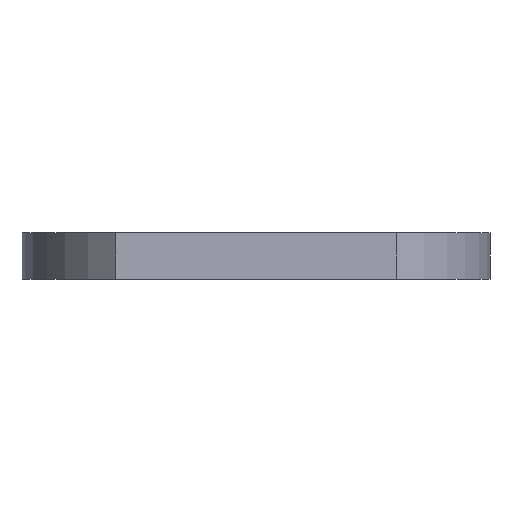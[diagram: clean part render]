
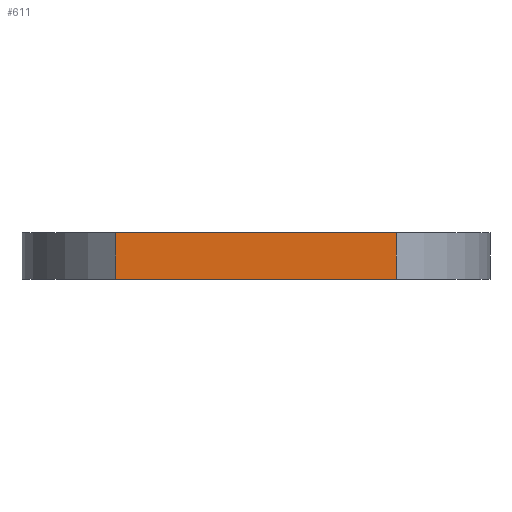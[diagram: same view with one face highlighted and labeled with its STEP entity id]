
A CAD part, front view. The second image highlights one B-rep face of the part: STEP entity #611.
In plain terms, the highlighted planar face has unit normal (0, -1, 0).
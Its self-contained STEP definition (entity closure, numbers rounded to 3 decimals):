
#244=CARTESIAN_POINT('Vertex',(30.,-40.,0.)) ;
#260=CARTESIAN_POINT('Vertex',(30.,-40.,10.)) ;
#263=CARTESIAN_POINT('Line Origine',(30.,-40.,5.)) ;
#340=CARTESIAN_POINT('Vertex',(-30.,-40.,10.)) ;
#347=CARTESIAN_POINT('Vertex',(-30.,-40.,0.)) ;
#350=CARTESIAN_POINT('Line Origine',(-30.,-40.,5.)) ;
#590=CARTESIAN_POINT('Axis2P3D Location',(30.,-40.,10.)) ;
#595=CARTESIAN_POINT('Line Origine',(0.,-40.,10.)) ;
#600=CARTESIAN_POINT('Line Origine',(0.,-40.,0.)) ;
#264=DIRECTION('Vector Direction',(0.,0.,1.)) ;
#351=DIRECTION('Vector Direction',(0.,0.,1.)) ;
#591=DIRECTION('Axis2P3D Direction',(-0.,-1.,-0.)) ;
#592=DIRECTION('Axis2P3D XDirection',(-1.,0.,0.)) ;
#596=DIRECTION('Vector Direction',(-1.,0.,0.)) ;
#601=DIRECTION('Vector Direction',(-1.,0.,0.)) ;
#593=AXIS2_PLACEMENT_3D('Plane Axis2P3D',#590,#591,#592) ;
#606=ORIENTED_EDGE('',*,*,#267,.F.) ;
#607=ORIENTED_EDGE('',*,*,#599,.T.) ;
#608=ORIENTED_EDGE('',*,*,#354,.T.) ;
#609=ORIENTED_EDGE('',*,*,#604,.F.) ;
#265=VECTOR('Line Direction',#264,1.) ;
#352=VECTOR('Line Direction',#351,1.) ;
#597=VECTOR('Line Direction',#596,1.) ;
#602=VECTOR('Line Direction',#601,1.) ;
#611=ADVANCED_FACE('Corps principal',(#610),#594,.T.) ;
#267=EDGE_CURVE('',#261,#245,#266,.F.) ;
#354=EDGE_CURVE('',#341,#348,#353,.F.) ;
#599=EDGE_CURVE('',#261,#341,#598,.T.) ;
#604=EDGE_CURVE('',#245,#348,#603,.T.) ;
#605=EDGE_LOOP('',(#606,#607,#608,#609)) ;
#610=FACE_OUTER_BOUND('',#605,.T.) ;
#266=LINE('Line',#263,#265) ;
#353=LINE('Line',#350,#352) ;
#598=LINE('Line',#595,#597) ;
#603=LINE('Line',#600,#602) ;
#594=PLANE('Plane',#593) ;
#245=VERTEX_POINT('',#244) ;
#261=VERTEX_POINT('',#260) ;
#341=VERTEX_POINT('',#340) ;
#348=VERTEX_POINT('',#347) ;
